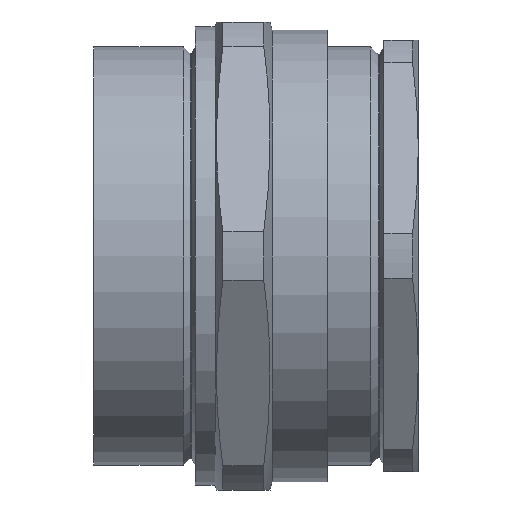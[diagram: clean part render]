
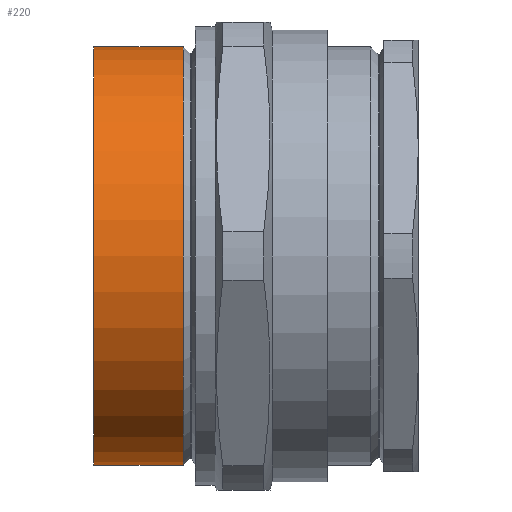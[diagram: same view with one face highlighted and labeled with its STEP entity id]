
A CAD part, front view. The second image highlights one B-rep face of the part: STEP entity #220.
In plain terms, the highlighted cylindrical face has radius 31.5 mm (diameter 63 mm), a partial arc.
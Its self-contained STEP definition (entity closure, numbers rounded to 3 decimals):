
#5 = CYLINDRICAL_SURFACE ( 'NONE', #1287, 31.5 ) ;
#23 = CIRCLE ( 'NONE', #1845, 31.5 ) ;
#55 = CIRCLE ( 'NONE', #1992, 31.5 ) ;
#101 = CARTESIAN_POINT ( 'NONE',  ( 0., 0., 0. ) ) ;
#220 = ADVANCED_FACE ( 'NONE', ( #1937 ), #5, .T. ) ;
#242 = EDGE_CURVE ( 'NONE', #387, #291, #1714, .T. ) ;
#291 = VERTEX_POINT ( 'NONE', #384 ) ;
#292 = ORIENTED_EDGE ( 'NONE', *, *, #242, .F. ) ;
#378 = CARTESIAN_POINT ( 'NONE',  ( 13.5, 0., -31.5 ) ) ;
#384 = CARTESIAN_POINT ( 'NONE',  ( 13.5, 0., 31.5 ) ) ;
#387 = VERTEX_POINT ( 'NONE', #613 ) ;
#408 = CARTESIAN_POINT ( 'NONE',  ( 35.2, 0., 31.5 ) ) ;
#411 = VECTOR ( 'NONE', #912, 1000. ) ;
#446 = ORIENTED_EDGE ( 'NONE', *, *, #692, .T. ) ;
#490 = EDGE_CURVE ( 'NONE', #387, #1178, #23, .T. ) ;
#512 = CARTESIAN_POINT ( 'NONE',  ( 13.5, 0., 0. ) ) ;
#543 = DIRECTION ( 'NONE',  ( 1., 0., 0. ) ) ;
#613 = CARTESIAN_POINT ( 'NONE',  ( 0., 0., 31.5 ) ) ;
#645 = DIRECTION ( 'NONE',  ( 1., 0., 0. ) ) ;
#668 = DIRECTION ( 'NONE',  ( 1., 0., 0. ) ) ;
#692 = EDGE_CURVE ( 'NONE', #1178, #1841, #2185, .T. ) ;
#694 = DIRECTION ( 'NONE',  ( 0., 0., -1. ) ) ;
#839 = CARTESIAN_POINT ( 'NONE',  ( 0., 0., -31.5 ) ) ;
#897 = VECTOR ( 'NONE', #1700, 1000. ) ;
#912 = DIRECTION ( 'NONE',  ( 1., 0., 0. ) ) ;
#1147 = EDGE_CURVE ( 'NONE', #291, #1841, #55, .T. ) ;
#1162 = CARTESIAN_POINT ( 'NONE',  ( 35.2, 0., -31.5 ) ) ;
#1178 = VERTEX_POINT ( 'NONE', #839 ) ;
#1214 = CARTESIAN_POINT ( 'NONE',  ( 35.2, 0., 0. ) ) ;
#1287 = AXIS2_PLACEMENT_3D ( 'NONE', #1214, #543, #694 ) ;
#1459 = DIRECTION ( 'NONE',  ( 0., 0., -1. ) ) ;
#1478 = ORIENTED_EDGE ( 'NONE', *, *, #490, .T. ) ;
#1700 = DIRECTION ( 'NONE',  ( 1., 0., 0. ) ) ;
#1714 = LINE ( 'NONE', #408, #411 ) ;
#1780 = EDGE_LOOP ( 'NONE', ( #292, #1478, #446, #2098 ) ) ;
#1841 = VERTEX_POINT ( 'NONE', #378 ) ;
#1845 = AXIS2_PLACEMENT_3D ( 'NONE', #101, #645, #1459 ) ;
#1937 = FACE_OUTER_BOUND ( 'NONE', #1780, .T. ) ;
#1992 = AXIS2_PLACEMENT_3D ( 'NONE', #512, #668, #2020 ) ;
#2020 = DIRECTION ( 'NONE',  ( 0., 0., -1. ) ) ;
#2098 = ORIENTED_EDGE ( 'NONE', *, *, #1147, .F. ) ;
#2185 = LINE ( 'NONE', #1162, #897 ) ;
